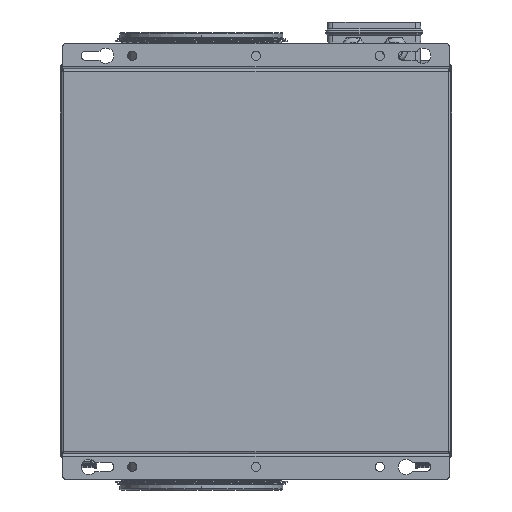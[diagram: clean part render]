
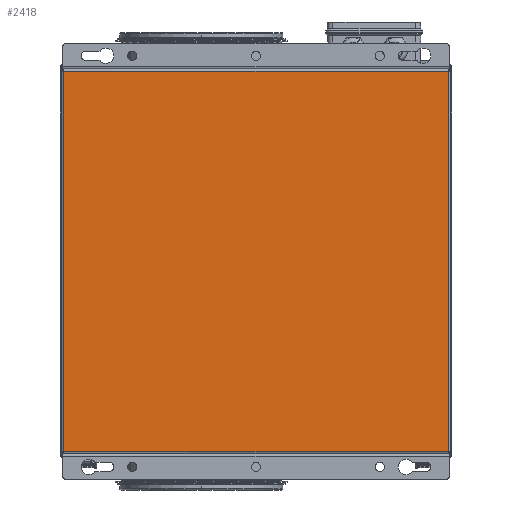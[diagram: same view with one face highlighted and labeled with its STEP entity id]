
A CAD part, front view. The second image highlights one B-rep face of the part: STEP entity #2418.
In plain terms, the highlighted planar face has unit normal (0, -1, 0).
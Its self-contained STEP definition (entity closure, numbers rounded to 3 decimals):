
#2418 = ADVANCED_FACE ( 'NONE', ( #20822 ), #18293, .F. ) ;
#3205 = VERTEX_POINT ( 'NONE', #18476 ) ;
#3364 = VERTEX_POINT ( 'NONE', #18295 ) ;
#4122 = VERTEX_POINT ( 'NONE', #5443 ) ;
#5443 = CARTESIAN_POINT ( 'NONE',  ( -188., 0., -186. ) ) ;
#6492 = CARTESIAN_POINT ( 'NONE',  ( -188., 0., 186. ) ) ;
#7688 = ORIENTED_EDGE ( 'NONE', *, *, #12861, .T. ) ;
#8377 = EDGE_LOOP ( 'NONE', ( #17641, #17640, #17597, #7688 ) ) ;
#9259 = VERTEX_POINT ( 'NONE', #6492 ) ;
#12861 = EDGE_CURVE ( 'NONE', #9259, #4122, #27828, .T. ) ;
#12862 = EDGE_CURVE ( 'NONE', #3364, #9259, #27824, .T. ) ;
#12866 = EDGE_CURVE ( 'NONE', #4122, #3205, #27836, .T. ) ;
#12870 = EDGE_CURVE ( 'NONE', #3205, #3364, #27840, .T. ) ;
#13339 = AXIS2_PLACEMENT_3D ( 'NONE', #18714, #18387, #18365 ) ;
#15516 = CARTESIAN_POINT ( 'NONE',  ( 188., 0., 186. ) ) ;
#15534 = CARTESIAN_POINT ( 'NONE',  ( -188., 0., 188. ) ) ;
#15536 = DIRECTION ( 'NONE',  ( 0., 0., -1. ) ) ;
#15537 = DIRECTION ( 'NONE',  ( -1., 0., 0. ) ) ;
#15561 = CARTESIAN_POINT ( 'NONE',  ( -188., 0., -186. ) ) ;
#15562 = DIRECTION ( 'NONE',  ( 1., 0., 0. ) ) ;
#15587 = CARTESIAN_POINT ( 'NONE',  ( 188., 0., -188. ) ) ;
#15590 = DIRECTION ( 'NONE',  ( 0., 0., 1. ) ) ;
#17597 = ORIENTED_EDGE ( 'NONE', *, *, #12862, .T. ) ;
#17640 = ORIENTED_EDGE ( 'NONE', *, *, #12870, .T. ) ;
#17641 = ORIENTED_EDGE ( 'NONE', *, *, #12866, .T. ) ;
#18293 = PLANE ( 'NONE',  #13339 ) ;
#18295 = CARTESIAN_POINT ( 'NONE',  ( 188., 0., 186. ) ) ;
#18365 = DIRECTION ( 'NONE',  ( 0., 0., 1. ) ) ;
#18387 = DIRECTION ( 'NONE',  ( 0., 1., 0. ) ) ;
#18476 = CARTESIAN_POINT ( 'NONE',  ( 188., 0., -186. ) ) ;
#18714 = CARTESIAN_POINT ( 'NONE',  ( -190., 0., 188. ) ) ;
#20822 = FACE_OUTER_BOUND ( 'NONE', #8377, .T. ) ;
#27824 = LINE ( 'NONE', #15516, #27833 ) ;
#27828 = LINE ( 'NONE', #15534, #27831 ) ;
#27831 = VECTOR ( 'NONE', #15536, 1000. ) ;
#27833 = VECTOR ( 'NONE', #15537, 1000. ) ;
#27836 = LINE ( 'NONE', #15561, #27837 ) ;
#27837 = VECTOR ( 'NONE', #15562, 1000. ) ;
#27840 = LINE ( 'NONE', #15587, #27841 ) ;
#27841 = VECTOR ( 'NONE', #15590, 1000. ) ;
